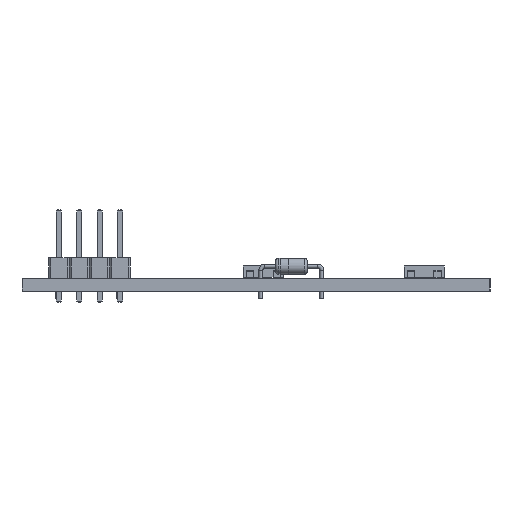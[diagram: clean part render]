
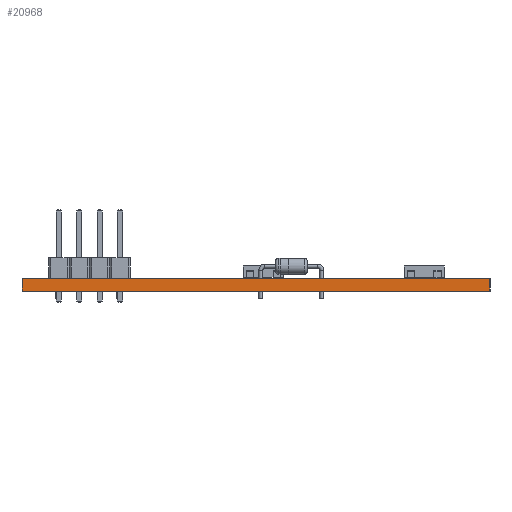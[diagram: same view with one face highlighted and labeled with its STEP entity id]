
A CAD part, left-side view. The second image highlights one B-rep face of the part: STEP entity #20968.
In plain terms, the highlighted planar face has unit normal (-1, 0, 0).
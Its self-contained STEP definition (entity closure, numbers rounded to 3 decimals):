
#20912 = VERTEX_POINT('',#20913);
#20913 = CARTESIAN_POINT('',(134.22,-123.27,1.51));
#20919 = EDGE_CURVE('',#20920,#20912,#20922,.T.);
#20920 = VERTEX_POINT('',#20921);
#20921 = CARTESIAN_POINT('',(134.22,-123.27,0.));
#20922 = LINE('',#20923,#20924);
#20923 = CARTESIAN_POINT('',(134.22,-123.27,0.));
#20924 = VECTOR('',#20925,1.);
#20925 = DIRECTION('',(0.,0.,1.));
#20968 = ADVANCED_FACE('',(#20969),#20994,.T.);
#20969 = FACE_BOUND('',#20970,.T.);
#20970 = EDGE_LOOP('',(#20971,#20972,#20980,#20988));
#20971 = ORIENTED_EDGE('',*,*,#20919,.T.);
#20972 = ORIENTED_EDGE('',*,*,#20973,.T.);
#20973 = EDGE_CURVE('',#20912,#20974,#20976,.T.);
#20974 = VERTEX_POINT('',#20975);
#20975 = CARTESIAN_POINT('',(134.22,-64.95,1.51));
#20976 = LINE('',#20977,#20978);
#20977 = CARTESIAN_POINT('',(134.22,-123.27,1.51));
#20978 = VECTOR('',#20979,1.);
#20979 = DIRECTION('',(0.,1.,0.));
#20980 = ORIENTED_EDGE('',*,*,#20981,.F.);
#20981 = EDGE_CURVE('',#20982,#20974,#20984,.T.);
#20982 = VERTEX_POINT('',#20983);
#20983 = CARTESIAN_POINT('',(134.22,-64.95,0.));
#20984 = LINE('',#20985,#20986);
#20985 = CARTESIAN_POINT('',(134.22,-64.95,0.));
#20986 = VECTOR('',#20987,1.);
#20987 = DIRECTION('',(0.,0.,1.));
#20988 = ORIENTED_EDGE('',*,*,#20989,.F.);
#20989 = EDGE_CURVE('',#20920,#20982,#20990,.T.);
#20990 = LINE('',#20991,#20992);
#20991 = CARTESIAN_POINT('',(134.22,-123.27,0.));
#20992 = VECTOR('',#20993,1.);
#20993 = DIRECTION('',(0.,1.,0.));
#20994 = PLANE('',#20995);
#20995 = AXIS2_PLACEMENT_3D('',#20996,#20997,#20998);
#20996 = CARTESIAN_POINT('',(134.22,-123.27,0.));
#20997 = DIRECTION('',(-1.,0.,0.));
#20998 = DIRECTION('',(0.,1.,0.));
